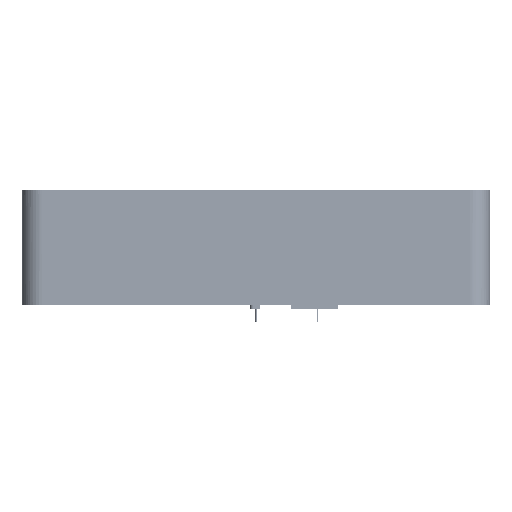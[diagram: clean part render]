
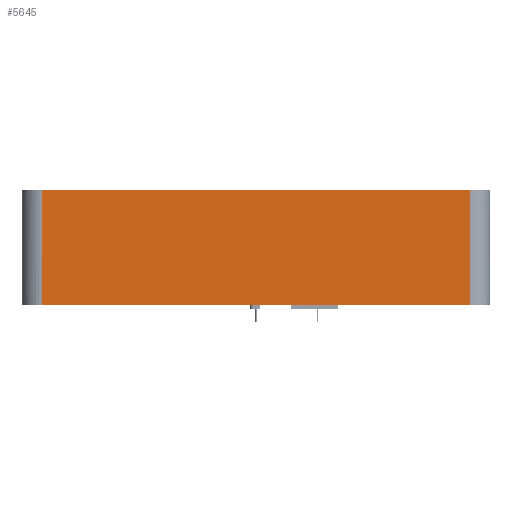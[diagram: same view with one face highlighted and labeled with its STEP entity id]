
A CAD part, left-side view. The second image highlights one B-rep face of the part: STEP entity #5645.
In plain terms, the highlighted free-form (B-spline) face has degree [1, 1] with [2, 2] control points.
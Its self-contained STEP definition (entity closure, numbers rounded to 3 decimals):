
#5272 = VERTEX_POINT('',#5273);
#5273 = CARTESIAN_POINT('',(-47.602,40.526,
    18.655));
#5279 = EDGE_CURVE('',#5272,#5280,#5282,.T.);
#5280 = VERTEX_POINT('',#5281);
#5281 = CARTESIAN_POINT('',(-47.602,-40.526,
    18.655));
#5282 = B_SPLINE_CURVE_WITH_KNOTS('',1,(#5283,#5284),.UNSPECIFIED.,.F.,
  .F.,(2,2),(0.,63.),.PIECEWISE_BEZIER_KNOTS.);
#5283 = CARTESIAN_POINT('',(-47.602,40.526,
    18.655));
#5284 = CARTESIAN_POINT('',(-47.602,-40.526,
    18.655));
#5626 = VERTEX_POINT('',#5627);
#5627 = CARTESIAN_POINT('',(-47.602,40.526,
    -3.216));
#5633 = EDGE_CURVE('',#5272,#5626,#5634,.T.);
#5634 = B_SPLINE_CURVE_WITH_KNOTS('',1,(#5635,#5636),.UNSPECIFIED.,.F.,
  .F.,(2,2),(-15.5,1.5),.PIECEWISE_BEZIER_KNOTS.);
#5635 = CARTESIAN_POINT('',(-47.602,40.526,
    18.655));
#5636 = CARTESIAN_POINT('',(-47.602,40.526,
    -3.216));
#5645 = ADVANCED_FACE('',(#5646),#5662,.T.);
#5646 = FACE_BOUND('',#5647,.T.);
#5647 = EDGE_LOOP('',(#5648,#5649,#5656,#5661));
#5648 = ORIENTED_EDGE('',*,*,#5633,.T.);
#5649 = ORIENTED_EDGE('',*,*,#5650,.F.);
#5650 = EDGE_CURVE('',#5651,#5626,#5653,.T.);
#5651 = VERTEX_POINT('',#5652);
#5652 = CARTESIAN_POINT('',(-47.602,-40.526,
    -3.216));
#5653 = B_SPLINE_CURVE_WITH_KNOTS('',1,(#5654,#5655),.UNSPECIFIED.,.F.,
  .F.,(2,2),(0.,63.),.PIECEWISE_BEZIER_KNOTS.);
#5654 = CARTESIAN_POINT('',(-47.602,-40.526,
    -3.216));
#5655 = CARTESIAN_POINT('',(-47.602,40.526,
    -3.216));
#5656 = ORIENTED_EDGE('',*,*,#5657,.F.);
#5657 = EDGE_CURVE('',#5280,#5651,#5658,.T.);
#5658 = B_SPLINE_CURVE_WITH_KNOTS('',1,(#5659,#5660),.UNSPECIFIED.,.F.,
  .F.,(2,2),(-15.5,1.5),.PIECEWISE_BEZIER_KNOTS.);
#5659 = CARTESIAN_POINT('',(-47.602,-40.526,
    18.655));
#5660 = CARTESIAN_POINT('',(-47.602,-40.526,
    -3.216));
#5661 = ORIENTED_EDGE('',*,*,#5279,.F.);
#5662 = B_SPLINE_SURFACE_WITH_KNOTS('',1,1,(
    (#5663,#5664)
    ,(#5665,#5666
    )),.UNSPECIFIED.,.F.,.F.,.F.,(2,2),(2,2),(0.,63.),(-15.5
    ,1.5),.PIECEWISE_BEZIER_KNOTS.);
#5663 = CARTESIAN_POINT('',(-47.602,-40.526,
    18.655));
#5664 = CARTESIAN_POINT('',(-47.602,-40.526,
    -3.216));
#5665 = CARTESIAN_POINT('',(-47.602,40.526,
    18.655));
#5666 = CARTESIAN_POINT('',(-47.602,40.526,
    -3.216));
